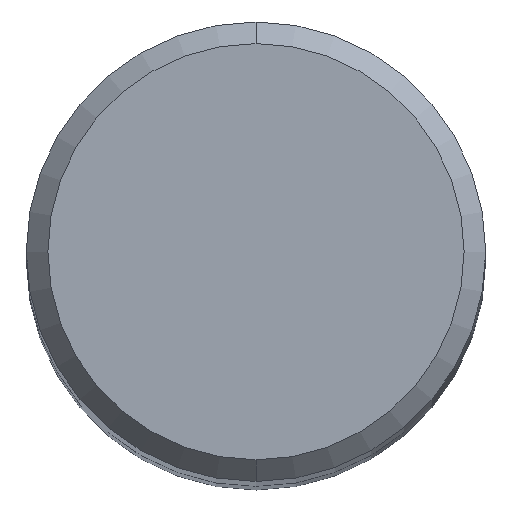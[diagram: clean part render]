
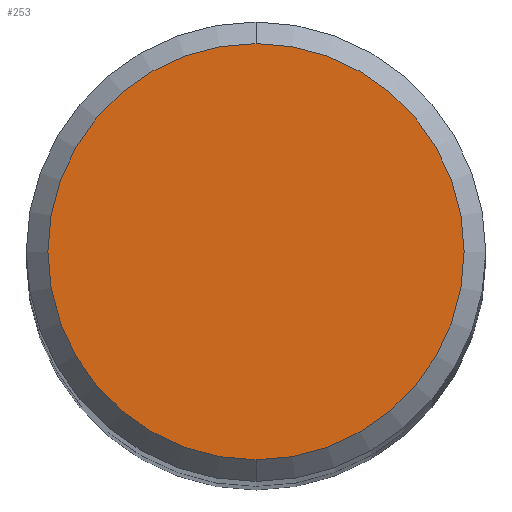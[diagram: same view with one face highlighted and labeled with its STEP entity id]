
A CAD part, top view. The second image highlights one B-rep face of the part: STEP entity #253.
In plain terms, the highlighted planar face has unit normal (0, 0, 1).
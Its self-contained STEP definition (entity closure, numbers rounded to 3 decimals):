
#179=VERTEX_POINT('',#456);
#253=ADVANCED_FACE('',(#537),#538,.T.);
#401=VERTEX_POINT('',#699);
#413=EDGE_CURVE('',#401,#179,#714,.T.);
#415=EDGE_CURVE('',#179,#401,#716,.T.);
#456=CARTESIAN_POINT('',(0.,-7.7,0.0));
#537=FACE_OUTER_BOUND('',#950,.T.);
#538=PLANE('',#951);
#699=CARTESIAN_POINT('',(0.0,7.7,0.0));
#714=CIRCLE('',#1372,7.7);
#716=CIRCLE('',#1375,7.7);
#950=EDGE_LOOP('',(#1490,#1491));
#951=AXIS2_PLACEMENT_3D('',#1492,#1493,#1494);
#1372=AXIS2_PLACEMENT_3D('',#1683,#1684,#1685);
#1375=AXIS2_PLACEMENT_3D('',#1686,#1687,#1688);
#1490=ORIENTED_EDGE('',*,*,#413,.F.);
#1491=ORIENTED_EDGE('',*,*,#415,.F.);
#1492=CARTESIAN_POINT('',(0.0,3.85,0.0));
#1493=DIRECTION('',(-0.0,0.0,1.0));
#1494=DIRECTION('',(0.0,-1.0,0.0));
#1683=CARTESIAN_POINT('',(0.0,0.0,0.0));
#1684=DIRECTION('',(0.0,0.0,-1.0));
#1685=DIRECTION('',(0.0,1.0,0.0));
#1686=CARTESIAN_POINT('',(0.0,0.0,0.0));
#1687=DIRECTION('',(0.0,0.0,-1.0));
#1688=DIRECTION('',(0.0,1.0,0.0));
